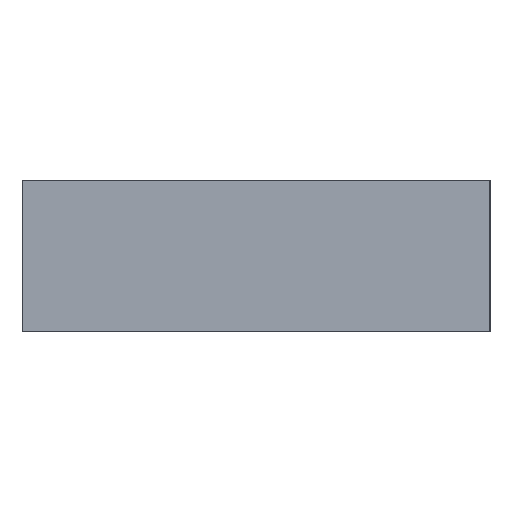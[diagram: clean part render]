
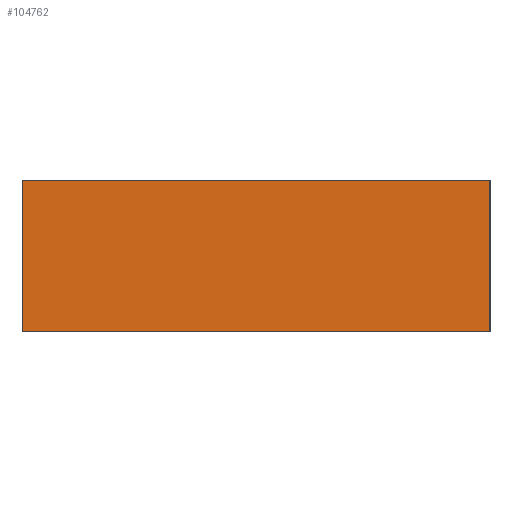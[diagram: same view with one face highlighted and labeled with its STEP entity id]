
A CAD part, left-side view. The second image highlights one B-rep face of the part: STEP entity #104762.
In plain terms, the highlighted planar face has unit normal (-1, 0, 0).
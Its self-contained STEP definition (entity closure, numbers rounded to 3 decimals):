
#1895=FACE_OUTER_BOUND('',#10264,.T.);
#10264=EDGE_LOOP('',(#68883,#68884,#68885,#68886));
#18637=LINE('',#147562,#33264);
#18642=LINE('',#147573,#33269);
#18644=LINE('',#147576,#33271);
#18645=LINE('',#147577,#33272);
#33264=VECTOR('',#119743,10.);
#33269=VECTOR('',#119752,10.);
#33271=VECTOR('',#119756,10.);
#33272=VECTOR('',#119757,10.);
#47888=VERTEX_POINT('',#147555);
#47891=VERTEX_POINT('',#147560);
#47894=VERTEX_POINT('',#147570);
#47895=VERTEX_POINT('',#147572);
#54201=EDGE_CURVE('',#47888,#47891,#18637,.T.);
#54206=EDGE_CURVE('',#47894,#47895,#18642,.T.);
#54208=EDGE_CURVE('',#47894,#47888,#18644,.T.);
#54209=EDGE_CURVE('',#47895,#47891,#18645,.T.);
#68883=ORIENTED_EDGE('',*,*,#54208,.T.);
#68884=ORIENTED_EDGE('',*,*,#54201,.T.);
#68885=ORIENTED_EDGE('',*,*,#54209,.F.);
#68886=ORIENTED_EDGE('',*,*,#54206,.F.);
#98220=PLANE('',#113145);
#104762=ADVANCED_FACE('',(#1895),#98220,.T.);
#113145=AXIS2_PLACEMENT_3D('',#147575,#119754,#119755);
#119743=DIRECTION('',(0.,0.,1.));
#119752=DIRECTION('',(0.,0.,1.));
#119754=DIRECTION('center_axis',(-1.,0.,0.));
#119755=DIRECTION('ref_axis',(0.,1.,0.));
#119756=DIRECTION('',(0.,-1.,0.));
#119757=DIRECTION('',(0.,-1.,0.));
#147555=CARTESIAN_POINT('',(-92.,-290.756,0.));
#147560=CARTESIAN_POINT('',(-92.,-290.756,57.));
#147562=CARTESIAN_POINT('',(-92.,-290.756,0.));
#147570=CARTESIAN_POINT('',(-92.,-114.756,0.));
#147572=CARTESIAN_POINT('',(-92.,-114.756,57.));
#147573=CARTESIAN_POINT('',(-92.,-114.756,0.));
#147575=CARTESIAN_POINT('Origin',(-92.,-114.756,0.));
#147576=CARTESIAN_POINT('',(-92.,-114.756,0.));
#147577=CARTESIAN_POINT('',(-92.,-114.756,57.));
